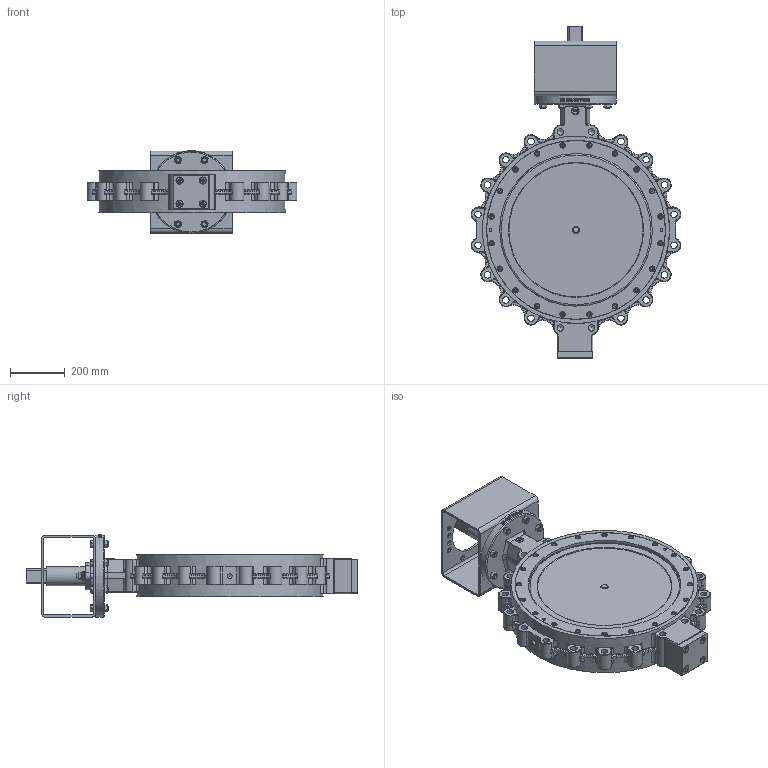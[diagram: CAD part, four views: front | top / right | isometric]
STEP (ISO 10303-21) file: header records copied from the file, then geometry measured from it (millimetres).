
FILE_DESCRIPTION((''),'2;1');
FILE_NAME('HP114 DN600-01.stp','2008-11-06T10:37:23',('hellwig'),(''),'Autodesk Inventor 2008','Autodesk Inventor 2008','');
FILE_SCHEMA(('AUTOMOTIVE_DESIGN { 1 0 10303 214 1 1 1 1 }'));
Length unit declared in the file: millimetre
Products named in the file (1): Bauteil20
Bounding box: 765.97 x 1213 x 301 mm (x, y, z)
Volume: 39943232.3 mm3; surface area: 3347155.1 mm2
Topology: 5 solids, 70 shells, 2683 faces, 6364 edges, 3840 vertices
Faces by surface type: plane 837, bspline 776, cylinder 624, cone 248, torus 192, sphere 6
Full cylindrical faces by diameter (mm): 8 x4, 12 x20, 13.835 x4, 14.917 x8, 16 x24, 17.294 x1, 17.5 x2, 18 x40, 18.3 x12, 19 x3, 22 x8, 23.752 x10, 24 x4, 35.5 x12, 70 x2, 70.05 x4, 70.2 x4, 73 x1, 74.5 x1, 75.5 x1, 76 x1, 83.8 x1, 84.5 x1, 85.8 x1, 85.9 x1, 86 x4, 200 x1, 200.1 x2, 300 x1, 558 x1
Entity records: 126648 total; most frequent: CARTESIAN_POINT 70331, ORIENTED_EDGE 10932, DIRECTION 10630, EDGE_CURVE 5466, AXIS2_PLACEMENT_3D 4384, VERTEX_POINT 3597, EDGE_LOOP 3535, FACE_OUTER_BOUND 2683
